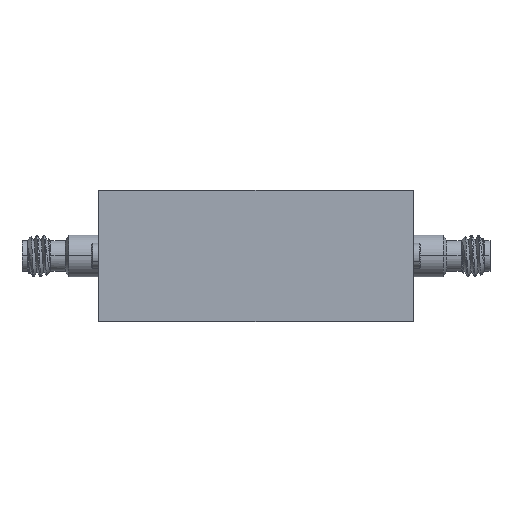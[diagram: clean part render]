
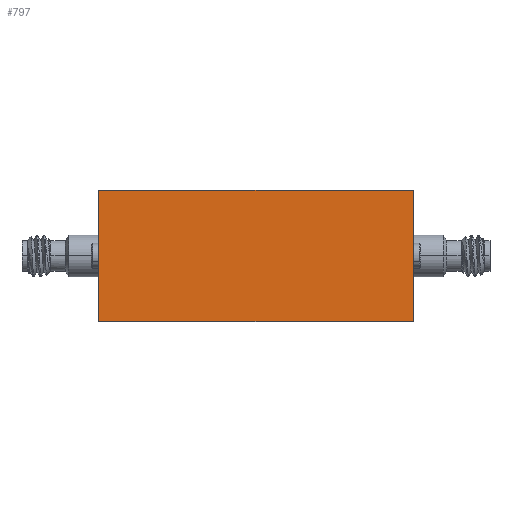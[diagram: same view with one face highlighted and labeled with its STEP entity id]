
A CAD part, top view. The second image highlights one B-rep face of the part: STEP entity #797.
In plain terms, the highlighted planar face has unit normal (0, 0, 1).
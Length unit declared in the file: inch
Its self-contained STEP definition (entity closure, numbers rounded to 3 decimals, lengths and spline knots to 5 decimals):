
#509 = VERTEX_POINT ( 'NONE', #2204 ) ;
#600 = CARTESIAN_POINT ( 'NONE',  ( 0.6, 0., 0.7 ) ) ;
#797 = ADVANCED_FACE ( 'NONE', ( #5784 ), #7993, .F. ) ;
#1152 = EDGE_CURVE ( 'NONE', #1824, #509, #5829, .T. ) ;
#1337 = CARTESIAN_POINT ( 'NONE',  ( -0.6, 0.5, 0.7 ) ) ;
#1591 = ORIENTED_EDGE ( 'NONE', *, *, #1152, .T. ) ;
#1824 = VERTEX_POINT ( 'NONE', #2456 ) ;
#1850 = DIRECTION ( 'NONE',  ( 0., -1., 0. ) ) ;
#2204 = CARTESIAN_POINT ( 'NONE',  ( -0.6, 0., 0.7 ) ) ;
#2396 = CARTESIAN_POINT ( 'NONE',  ( 0.6, 0.5, 0.7 ) ) ;
#2443 = EDGE_CURVE ( 'NONE', #1824, #7381, #10274, .T. ) ;
#2456 = CARTESIAN_POINT ( 'NONE',  ( -0.6, 0.5, 0.7 ) ) ;
#2766 = AXIS2_PLACEMENT_3D ( 'NONE', #2396, #8139, #12620 ) ;
#3056 = EDGE_CURVE ( 'NONE', #509, #5438, #10762, .T. ) ;
#3333 = EDGE_CURVE ( 'NONE', #7381, #5438, #11924, .T. ) ;
#3510 = CARTESIAN_POINT ( 'NONE',  ( 0.6, 0.5, 0.7 ) ) ;
#3759 = CARTESIAN_POINT ( 'NONE',  ( 0.6, 0.5, 0.7 ) ) ;
#4223 = VECTOR ( 'NONE', #14289, 39.37008 ) ;
#4533 = DIRECTION ( 'NONE',  ( 1., 0., 0. ) ) ;
#4941 = DIRECTION ( 'NONE',  ( 0., -1., 0. ) ) ;
#4972 = EDGE_LOOP ( 'NONE', ( #9055, #9829, #11121, #1591 ) ) ;
#5438 = VERTEX_POINT ( 'NONE', #600 ) ;
#5784 = FACE_OUTER_BOUND ( 'NONE', #4972, .T. ) ;
#5829 = LINE ( 'NONE', #1337, #8642 ) ;
#6085 = VECTOR ( 'NONE', #1850, 39.37008 ) ;
#6346 = CARTESIAN_POINT ( 'NONE',  ( 0.6, 0.5, 0.7 ) ) ;
#7381 = VERTEX_POINT ( 'NONE', #3759 ) ;
#7993 = PLANE ( 'NONE',  #2766 ) ;
#8139 = DIRECTION ( 'NONE',  ( 0., 0., -1. ) ) ;
#8642 = VECTOR ( 'NONE', #4941, 39.37008 ) ;
#9055 = ORIENTED_EDGE ( 'NONE', *, *, #3056, .T. ) ;
#9829 = ORIENTED_EDGE ( 'NONE', *, *, #3333, .F. ) ;
#10274 = LINE ( 'NONE', #3510, #14081 ) ;
#10762 = LINE ( 'NONE', #14148, #4223 ) ;
#11121 = ORIENTED_EDGE ( 'NONE', *, *, #2443, .F. ) ;
#11924 = LINE ( 'NONE', #6346, #6085 ) ;
#12620 = DIRECTION ( 'NONE',  ( -1., 0., 0. ) ) ;
#14081 = VECTOR ( 'NONE', #4533, 39.37008 ) ;
#14148 = CARTESIAN_POINT ( 'NONE',  ( 0.6, 0., 0.7 ) ) ;
#14289 = DIRECTION ( 'NONE',  ( 1., 0., 0. ) ) ;
